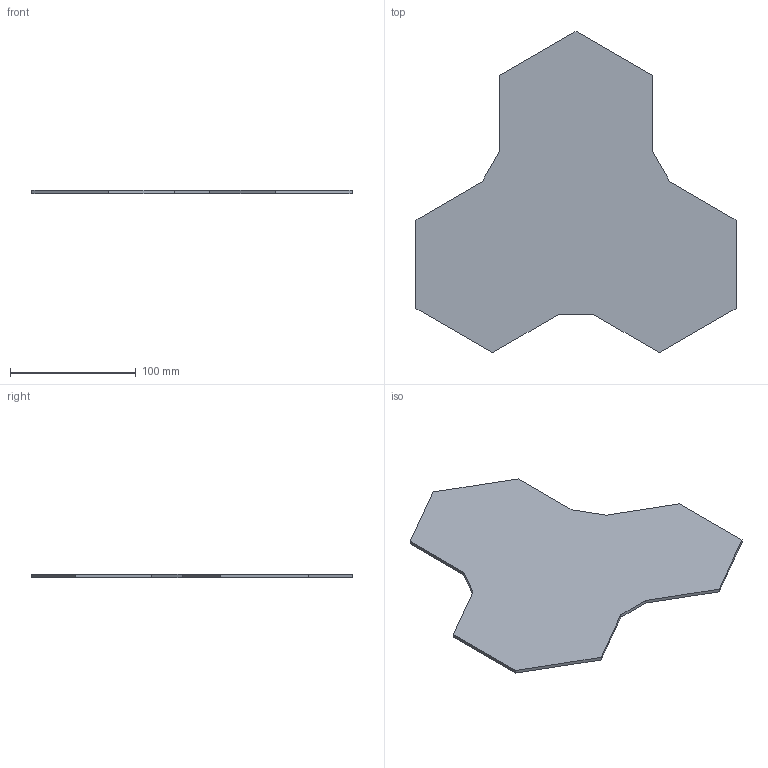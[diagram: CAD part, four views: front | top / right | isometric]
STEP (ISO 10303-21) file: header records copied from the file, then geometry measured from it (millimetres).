
FILE_DESCRIPTION (( 'STEP AP203' ), '1' );
FILE_NAME ('Bottom plate -005_Default_sldprt.STEP', '2025-02-28T01:31:38', ( '' ), ( '' ), 'SwSTEP 2.0', 'SolidWorks 2024', '' );
FILE_SCHEMA (( 'CONFIG_CONTROL_DESIGN' ));
Length unit declared in the file: inch
Products named in the file (1): Bottom plate -005_Default_sldprt
Bounding box: 254 x 255.04 x 2.54 mm (x, y, z)
Volume: 104149.7 mm3; surface area: 84209.6 mm2
Topology: 1 solids, 1 shells, 17 faces, 45 edges, 30 vertices
Faces by surface type: plane 17
Entity records: 598 total; most frequent: CARTESIAN_POINT 93, ORIENTED_EDGE 90, DIRECTION 81, LINE 45, EDGE_CURVE 45, VECTOR 45, VERTEX_POINT 30, AXIS2_PLACEMENT_3D 18
